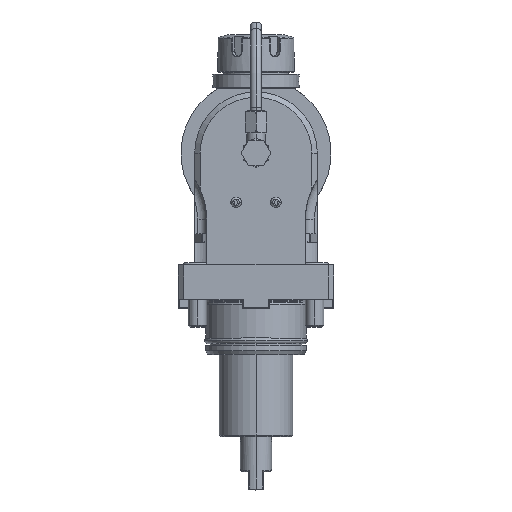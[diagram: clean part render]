
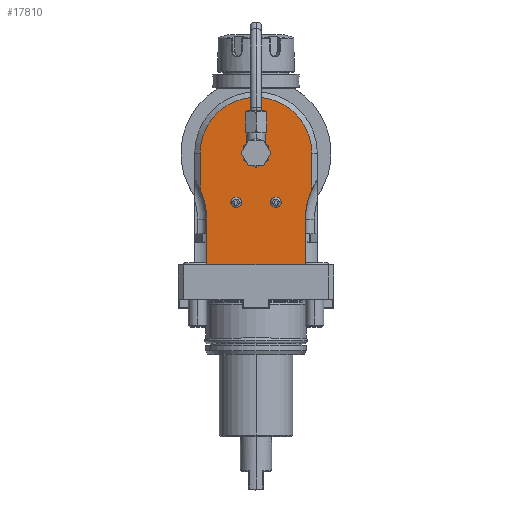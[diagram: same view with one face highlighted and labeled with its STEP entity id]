
A CAD part, top view. The second image highlights one B-rep face of the part: STEP entity #17810.
In plain terms, the highlighted planar face has unit normal (0, 0, 1).
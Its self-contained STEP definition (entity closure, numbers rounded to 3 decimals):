
#2686=CARTESIAN_POINT('',(67.,-36.,40.));
#2687=DIRECTION('',(0.,0.,-1.));
#2688=DIRECTION('',(-1.,0.,0.));
#2689=AXIS2_PLACEMENT_3D('',#2686,#2687,#2688);
#2691=DIRECTION('',(0.,-1.,0.));
#2692=VECTOR('',#2691,25.);
#2693=CARTESIAN_POINT('',(27.,-36.,40.));
#2694=LINE('',#2693,#2692);
#2695=DIRECTION('',(-1.,0.,0.));
#2696=VECTOR('',#2695,54.);
#2697=CARTESIAN_POINT('',(27.,-61.,40.));
#2698=LINE('',#2697,#2696);
#2699=DIRECTION('',(0.,1.,0.));
#2700=VECTOR('',#2699,25.);
#2701=CARTESIAN_POINT('',(-27.,-61.,40.));
#2702=LINE('',#2701,#2700);
#2703=CARTESIAN_POINT('',(-67.,-36.,40.));
#2704=DIRECTION('',(0.,0.,1.));
#2705=DIRECTION('',(1.,0.,0.));
#2706=AXIS2_PLACEMENT_3D('',#2703,#2704,#2705);
#2708=CARTESIAN_POINT('',(0.,0.,40.));
#2709=DIRECTION('',(0.,0.,1.));
#2710=DIRECTION('',(1.,0.,0.));
#2711=AXIS2_PLACEMENT_3D('',#2708,#2709,#2710);
#2713=CARTESIAN_POINT('',(0.,0.,40.));
#2714=DIRECTION('',(0.,0.,1.));
#2715=DIRECTION('',(1.,0.,0.));
#2716=AXIS2_PLACEMENT_3D('',#2713,#2714,#2715);
#2718=CARTESIAN_POINT('',(0.,0.,40.));
#2719=DIRECTION('',(0.,0.,1.));
#2720=DIRECTION('',(-1.,0.,0.));
#2721=AXIS2_PLACEMENT_3D('',#2718,#2719,#2720);
#2723=CARTESIAN_POINT('',(10.864,-26.888,40.));
#2724=DIRECTION('',(0.,0.,1.));
#2725=DIRECTION('',(-1.,0.,0.));
#2726=AXIS2_PLACEMENT_3D('',#2723,#2724,#2725);
#2728=CARTESIAN_POINT('',(10.864,-26.888,40.));
#2729=DIRECTION('',(0.,0.,1.));
#2730=DIRECTION('',(1.,0.,0.));
#2731=AXIS2_PLACEMENT_3D('',#2728,#2729,#2730);
#2733=CARTESIAN_POINT('',(-10.864,-26.888,40.));
#2734=DIRECTION('',(0.,0.,1.));
#2735=DIRECTION('',(-1.,0.,0.));
#2736=AXIS2_PLACEMENT_3D('',#2733,#2734,#2735);
#2738=CARTESIAN_POINT('',(-10.864,-26.888,40.));
#2739=DIRECTION('',(0.,0.,1.));
#2740=DIRECTION('',(1.,0.,0.));
#2741=AXIS2_PLACEMENT_3D('',#2738,#2739,#2740);
#2755=DIRECTION('',(0.,1.,0.));
#2756=VECTOR('',#2755,19.637);
#2757=CARTESIAN_POINT('',(30.5,-19.637,40.));
#2758=LINE('',#2757,#2756);
#2963=DIRECTION('',(0.,-1.,0.));
#2964=VECTOR('',#2963,19.637);
#2965=CARTESIAN_POINT('',(-30.5,0.,40.));
#2966=LINE('',#2965,#2964);
#12898=CARTESIAN_POINT('',(30.5,0.,40.));
#12899=CARTESIAN_POINT('',(-30.5,0.,40.));
#12900=VERTEX_POINT('',#12898);
#12901=VERTEX_POINT('',#12899);
#13252=CARTESIAN_POINT('',(-13.714,-26.888,40.));
#13253=CARTESIAN_POINT('',(-8.014,-26.888,40.));
#13254=VERTEX_POINT('',#13252);
#13255=VERTEX_POINT('',#13253);
#13288=CARTESIAN_POINT('',(8.014,-26.888,40.));
#13289=CARTESIAN_POINT('',(13.714,-26.888,40.));
#13290=VERTEX_POINT('',#13288);
#13291=VERTEX_POINT('',#13289);
#13703=CARTESIAN_POINT('',(6.5,0.,40.));
#13704=CARTESIAN_POINT('',(-6.5,0.,40.));
#13705=VERTEX_POINT('',#13703);
#13706=VERTEX_POINT('',#13704);
#14326=CARTESIAN_POINT('',(27.,-36.,40.));
#14327=CARTESIAN_POINT('',(30.5,-19.637,40.));
#14328=VERTEX_POINT('',#14326);
#14329=VERTEX_POINT('',#14327);
#14353=CARTESIAN_POINT('',(-27.,-36.,40.));
#14354=CARTESIAN_POINT('',(-30.5,-19.637,40.));
#14355=VERTEX_POINT('',#14353);
#14356=VERTEX_POINT('',#14354);
#14694=CARTESIAN_POINT('',(27.,-61.,40.));
#14695=VERTEX_POINT('',#14694);
#14696=CARTESIAN_POINT('',(-27.,-61.,40.));
#14697=VERTEX_POINT('',#14696);
#17771=CARTESIAN_POINT('',(0.,0.,40.));
#17772=DIRECTION('',(0.,0.,1.));
#17773=DIRECTION('',(1.,0.,0.));
#17774=AXIS2_PLACEMENT_3D('',#17771,#17772,#17773);
#17775=PLANE('',#17774);
#17777=ORIENTED_EDGE('',*,*,#17776,.F.);
#17779=ORIENTED_EDGE('',*,*,#17778,.F.);
#17780=ORIENTED_EDGE('',*,*,#17760,.T.);
#17781=ORIENTED_EDGE('',*,*,#15015,.T.);
#17783=ORIENTED_EDGE('',*,*,#17782,.T.);
#17785=ORIENTED_EDGE('',*,*,#17784,.T.);
#17787=ORIENTED_EDGE('',*,*,#17786,.F.);
#17789=ORIENTED_EDGE('',*,*,#17788,.F.);
#17790=EDGE_LOOP('',(#17777,#17779,#17780,#17781,#17783,#17785,#17787,#17789));
#17791=FACE_OUTER_BOUND('',#17790,.F.);
#17793=ORIENTED_EDGE('',*,*,#17792,.T.);
#17795=ORIENTED_EDGE('',*,*,#17794,.T.);
#17796=EDGE_LOOP('',(#17793,#17795));
#17797=FACE_BOUND('',#17796,.F.);
#17799=ORIENTED_EDGE('',*,*,#17798,.T.);
#17801=ORIENTED_EDGE('',*,*,#17800,.T.);
#17802=EDGE_LOOP('',(#17799,#17801));
#17803=FACE_BOUND('',#17802,.F.);
#17805=ORIENTED_EDGE('',*,*,#17804,.T.);
#17807=ORIENTED_EDGE('',*,*,#17806,.T.);
#17808=EDGE_LOOP('',(#17805,#17807));
#17809=FACE_BOUND('',#17808,.F.);
#2690=CIRCLE('',#2689,40.);
#2707=CIRCLE('',#2706,40.);
#2712=CIRCLE('',#2711,30.5);
#2717=CIRCLE('',#2716,6.5);
#2722=CIRCLE('',#2721,6.5);
#2727=CIRCLE('',#2726,2.85);
#2732=CIRCLE('',#2731,2.85);
#2737=CIRCLE('',#2736,2.85);
#2742=CIRCLE('',#2741,2.85);
#15015=EDGE_CURVE('',#14695,#14697,#2698,.T.);
#17760=EDGE_CURVE('',#14328,#14695,#2694,.T.);
#17776=EDGE_CURVE('',#14329,#12900,#2758,.T.);
#17778=EDGE_CURVE('',#14328,#14329,#2690,.T.);
#17782=EDGE_CURVE('',#14697,#14355,#2702,.T.);
#17784=EDGE_CURVE('',#14355,#14356,#2707,.T.);
#17786=EDGE_CURVE('',#12901,#14356,#2966,.T.);
#17788=EDGE_CURVE('',#12900,#12901,#2712,.T.);
#17792=EDGE_CURVE('',#13705,#13706,#2717,.T.);
#17794=EDGE_CURVE('',#13706,#13705,#2722,.T.);
#17798=EDGE_CURVE('',#13290,#13291,#2727,.T.);
#17800=EDGE_CURVE('',#13291,#13290,#2732,.T.);
#17804=EDGE_CURVE('',#13254,#13255,#2737,.T.);
#17806=EDGE_CURVE('',#13255,#13254,#2742,.T.);
#17810=ADVANCED_FACE('',(#17791,#17797,#17803,#17809),#17775,.T.);
